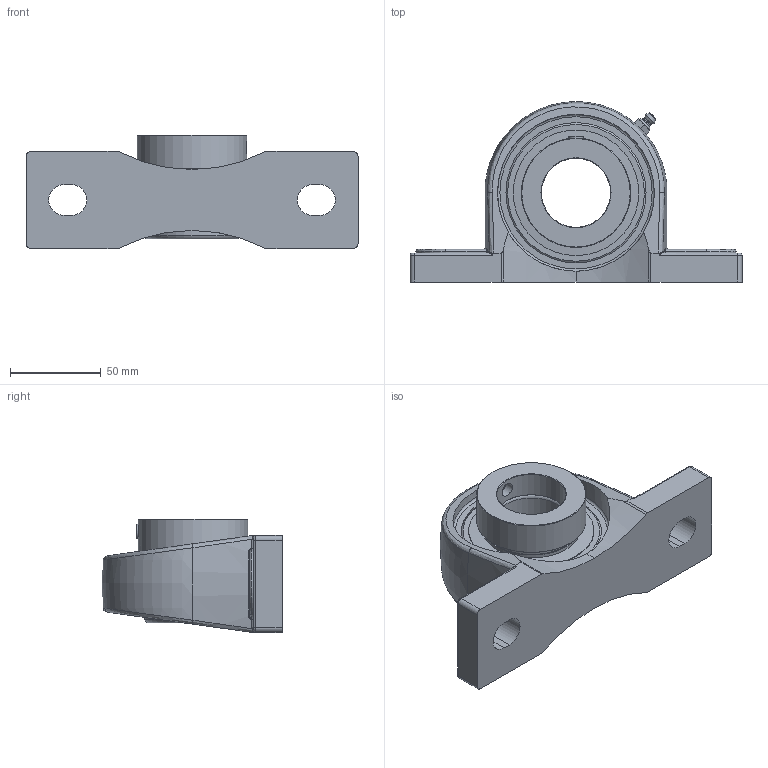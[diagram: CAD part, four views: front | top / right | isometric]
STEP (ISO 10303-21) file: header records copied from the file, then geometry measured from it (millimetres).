
FILE_DESCRIPTION(('HOOPS Exchange Step'),'2;1');
FILE_NAME('export-3AD81C86-BF86-4191-ABDE-3DC564A3A2A7.stp','2019-12-13T13:57:25-08:00',('ibuslach'),('Alibre'),'HOOPS Exchange 2019.2','Alibre','Unknown authorisation');
FILE_SCHEMA( ('AP242_MANAGED_MODEL_BASED_3D_ENGINEERING_MIM_LF {1 0 10303 442 1 1 4 }') );
Length unit declared in the file: centimetre
Products named in the file (8): MRN SP 208; UCP ZERK 6mm; SHC 208-24 Races; SHC 208-24 Flinger; SHC 208-24 Collar; SHC 207 SS; MRN SHC 208-24; MRN SHCP 208-24
Assembly tree (7 placements, depth 3):
  MRN SHCP 208-24
    MRN SP 208
    UCP ZERK 6mm
    MRN SHC 208-24
      SHC 208-24 Races
      SHC 208-24 Flinger
      SHC 208-24 Collar
      SHC 207 SS
Bounding box: 183 x 99.41 x 62.31 mm (x, y, z)
Volume: 311117.3 mm3; surface area: 93079.3 mm2
Topology: 20 solids, 20 shells, 224 faces, 590 edges, 376 vertices
Faces by surface type: cylinder 72, plane 59, torus 28, bspline 22, cone 22, sphere 21
Full cylindrical faces by diameter (mm): 1.506 x2, 6 x2, 7.925 x1, 7.938 x2, 38.1 x2, 48.768 x2, 52.832 x4, 53.848 x2, 60.3 x1, 69.215 x4, 86.408 x2
Entity records: 15613 total; most frequent: CARTESIAN_POINT 9996, DIRECTION 1161, ORIENTED_EDGE 1114, EDGE_CURVE 557, AXIS2_PLACEMENT_3D 489, VERTEX_POINT 376, EDGE_LOOP 251, FACE_BOUND 251
